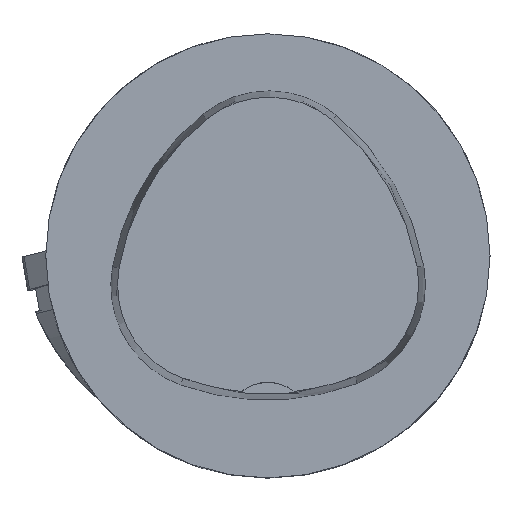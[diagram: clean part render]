
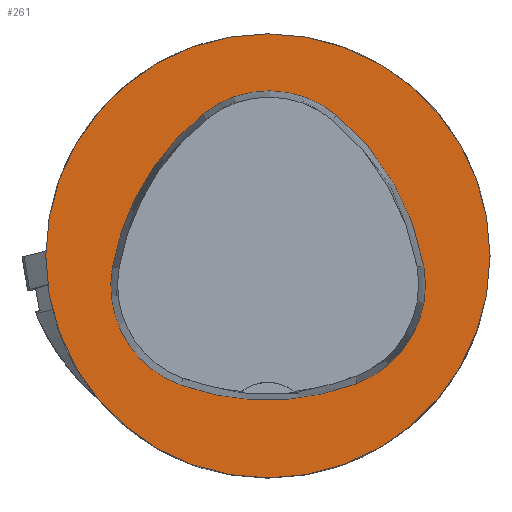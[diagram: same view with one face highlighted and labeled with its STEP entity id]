
A CAD part, top view. The second image highlights one B-rep face of the part: STEP entity #261.
In plain terms, the highlighted planar face has unit normal (0, 0, 1).
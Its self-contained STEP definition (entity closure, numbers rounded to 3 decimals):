
#123=FACE_BOUND('',#474,.T.);
#124=FACE_BOUND('',#475,.T.);
#189=CIRCLE('',#1633,31.5);
#190=CIRCLE('',#1639,36.);
#192=CIRCLE('',#1642,15.);
#194=CIRCLE('',#1645,36.);
#196=CIRCLE('',#1648,15.);
#200=CIRCLE('',#1653,36.);
#202=CIRCLE('',#1656,15.);
#261=ADVANCED_FACE('',(#123,#124),#326,.T.);
#326=PLANE('',#1661);
#474=EDGE_LOOP('',(#746,#747,#748,#749,#750,#751));
#475=EDGE_LOOP('',(#752));
#746=ORIENTED_EDGE('',*,*,#1201,.T.);
#747=ORIENTED_EDGE('',*,*,#1181,.T.);
#748=ORIENTED_EDGE('',*,*,#1185,.T.);
#749=ORIENTED_EDGE('',*,*,#1188,.T.);
#750=ORIENTED_EDGE('',*,*,#1191,.T.);
#751=ORIENTED_EDGE('',*,*,#1199,.T.);
#752=ORIENTED_EDGE('',*,*,#1172,.F.);
#1013=VERTEX_POINT('',#2436);
#1022=VERTEX_POINT('',#2455);
#1023=VERTEX_POINT('',#2456);
#1026=VERTEX_POINT('',#2464);
#1028=VERTEX_POINT('',#2470);
#1030=VERTEX_POINT('',#2476);
#1037=VERTEX_POINT('',#2497);
#1172=EDGE_CURVE('',#1013,#1013,#189,.T.);
#1181=EDGE_CURVE('',#1022,#1023,#190,.T.);
#1185=EDGE_CURVE('',#1023,#1026,#192,.T.);
#1188=EDGE_CURVE('',#1026,#1028,#194,.T.);
#1191=EDGE_CURVE('',#1028,#1030,#196,.T.);
#1199=EDGE_CURVE('',#1030,#1037,#200,.T.);
#1201=EDGE_CURVE('',#1037,#1022,#202,.T.);
#1633=AXIS2_PLACEMENT_3D('',#2435,#1915,#1916);
#1639=AXIS2_PLACEMENT_3D('',#2454,#1931,#1932);
#1642=AXIS2_PLACEMENT_3D('',#2463,#1939,#1940);
#1645=AXIS2_PLACEMENT_3D('',#2469,#1946,#1947);
#1648=AXIS2_PLACEMENT_3D('',#2475,#1953,#1954);
#1653=AXIS2_PLACEMENT_3D('',#2498,#1965,#1966);
#1656=AXIS2_PLACEMENT_3D('',#2501,#1971,#1972);
#1661=AXIS2_PLACEMENT_3D('',#2506,#1981,#1982);
#1915=DIRECTION('',(0.,0.,-1.));
#1916=DIRECTION('',(-1.,0.,0.));
#1931=DIRECTION('',(0.,0.,-1.));
#1932=DIRECTION('',(-1.,0.,0.));
#1939=DIRECTION('',(0.,0.,-1.));
#1940=DIRECTION('',(-1.,0.,0.));
#1946=DIRECTION('',(0.,0.,-1.));
#1947=DIRECTION('',(-1.,0.,0.));
#1953=DIRECTION('',(0.,0.,-1.));
#1954=DIRECTION('',(-1.,0.,0.));
#1965=DIRECTION('',(0.,0.,-1.));
#1966=DIRECTION('',(-1.,0.,0.));
#1971=DIRECTION('',(0.,0.,-1.));
#1972=DIRECTION('',(-1.,0.,0.));
#1981=DIRECTION('',(0.,0.,1.));
#1982=DIRECTION('',(-1.,0.,0.));
#2435=CARTESIAN_POINT('',(0.,0.,0.));
#2436=CARTESIAN_POINT('',(-31.5,0.,0.));
#2454=CARTESIAN_POINT('',(13.398,-7.893,0.));
#2455=CARTESIAN_POINT('',(-22.041,-1.562,0.));
#2456=CARTESIAN_POINT('',(-9.317,20.036,0.));
#2463=CARTESIAN_POINT('',(0.148,8.399,0.));
#2464=CARTESIAN_POINT('',(9.779,19.898,0.));
#2469=CARTESIAN_POINT('',(-13.337,-7.7,0.));
#2470=CARTESIAN_POINT('',(22.122,-1.48,0.));
#2475=CARTESIAN_POINT('',(7.347,-4.071,0.));
#2476=CARTESIAN_POINT('',(12.693,-18.087,0.));
#2497=CARTESIAN_POINT('',(-12.373,-18.307,0.));
#2498=CARTESIAN_POINT('',(-0.137,15.55,0.));
#2501=CARTESIAN_POINT('',(-7.275,-4.2,0.));
#2506=CARTESIAN_POINT('',(0.,0.,0.));
